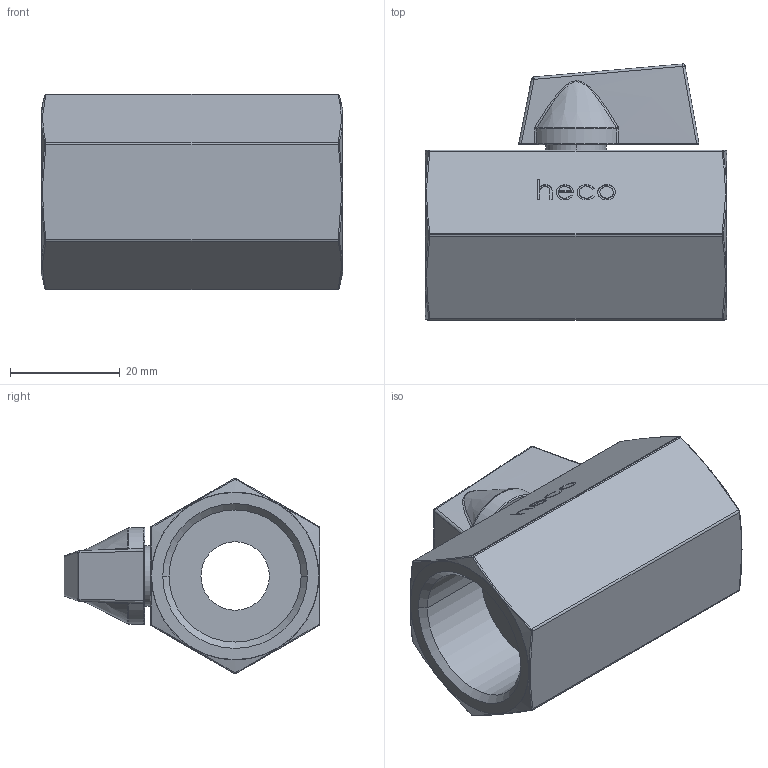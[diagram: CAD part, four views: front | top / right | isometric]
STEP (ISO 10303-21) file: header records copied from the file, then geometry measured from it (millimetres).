
FILE_DESCRIPTION (( 'STEP AP214' ), '1' );
FILE_NAME ('Mini-034-0II-4 heco.STEP', '2016-07-27T15:01:03', ( '' ), ( '' ), 'SwSTEP 2.0', 'SolidWorks 2016', '' );
FILE_SCHEMA (( 'AUTOMOTIVE_DESIGN' ));
Length unit declared in the file: millimetre
Products named in the file (1): Mini-034-0II-4 heco
Bounding box: 55 x 46.75 x 35.64 mm (x, y, z)
Volume: 33112.5 mm3; surface area: 11990.5 mm2
Topology: 1 solids, 1 shells, 353 faces, 891 edges, 572 vertices
Faces by surface type: bspline 156, plane 150, cylinder 22, cone 11, torus 10, sphere 4
Entity records: 21212 total; most frequent: CARTESIAN_POINT 9890, ORIENTED_EDGE 1774, DIRECTION 1081, EDGE_CURVE 887, VERTEX_POINT 570, LINE 459, VECTOR 459, EDGE_LOOP 389
